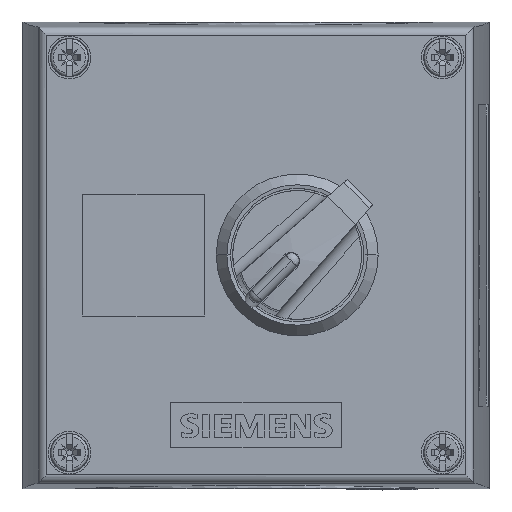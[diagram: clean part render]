
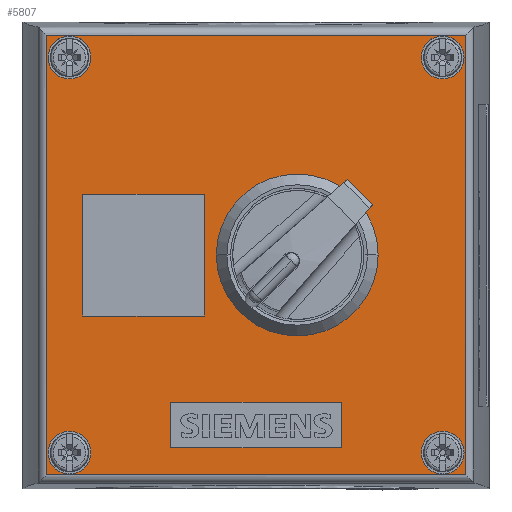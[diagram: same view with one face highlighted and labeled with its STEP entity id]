
A CAD part, top view. The second image highlights one B-rep face of the part: STEP entity #5807.
In plain terms, the highlighted planar face has unit normal (0, 0, 1).
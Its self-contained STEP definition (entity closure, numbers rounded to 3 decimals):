
#5807=ADVANCED_FACE('',(#12740,#12741,#12742,#12743,#12744,#12745,#12746,#12747),#12748,.T.);
#12740=FACE_OUTER_BOUND('',#21072,.T.);
#12741=FACE_BOUND('',#21073,.T.);
#12742=FACE_BOUND('',#21074,.T.);
#12743=FACE_BOUND('',#21075,.T.);
#12744=FACE_BOUND('',#21076,.T.);
#12745=FACE_BOUND('',#21077,.T.);
#12746=FACE_BOUND('',#21078,.T.);
#12747=FACE_BOUND('',#21079,.T.);
#12748=PLANE('',#21080);
#21072=EDGE_LOOP('',(#43094,#43095,#43096,#43097));
#21073=EDGE_LOOP('',(#43098,#43099));
#21074=EDGE_LOOP('',(#43100,#43101));
#21075=EDGE_LOOP('',(#43102,#43103));
#21076=EDGE_LOOP('',(#43104,#43105));
#21077=EDGE_LOOP('',(#43106,#43107,#43108,#43109));
#21078=EDGE_LOOP('',(#43110,#43111,#43112,#43113));
#21079=EDGE_LOOP('',(#43114,#43115));
#21080=AXIS2_PLACEMENT_3D('',#43116,#43117,#43118);
#43094=ORIENTED_EDGE('',*,*,#48603,.T.);
#43095=ORIENTED_EDGE('',*,*,#48599,.F.);
#43096=ORIENTED_EDGE('',*,*,#48606,.F.);
#43097=ORIENTED_EDGE('',*,*,#48607,.F.);
#43098=ORIENTED_EDGE('',*,*,#44905,.T.);
#43099=ORIENTED_EDGE('',*,*,#48157,.T.);
#43100=ORIENTED_EDGE('',*,*,#44900,.T.);
#43101=ORIENTED_EDGE('',*,*,#48161,.T.);
#43102=ORIENTED_EDGE('',*,*,#44895,.T.);
#43103=ORIENTED_EDGE('',*,*,#48165,.T.);
#43104=ORIENTED_EDGE('',*,*,#44890,.T.);
#43105=ORIENTED_EDGE('',*,*,#48169,.T.);
#43106=ORIENTED_EDGE('',*,*,#48550,.T.);
#43107=ORIENTED_EDGE('',*,*,#48559,.T.);
#43108=ORIENTED_EDGE('',*,*,#48556,.T.);
#43109=ORIENTED_EDGE('',*,*,#48553,.T.);
#43110=ORIENTED_EDGE('',*,*,#48585,.T.);
#43111=ORIENTED_EDGE('',*,*,#48593,.T.);
#43112=ORIENTED_EDGE('',*,*,#48591,.T.);
#43113=ORIENTED_EDGE('',*,*,#48588,.T.);
#43114=ORIENTED_EDGE('',*,*,#44885,.T.);
#43115=ORIENTED_EDGE('',*,*,#48595,.T.);
#43116=CARTESIAN_POINT('',(42.537,85.2,64.0));
#43117=DIRECTION('',(0.0,0.0,1.0));
#43118=DIRECTION('',(1.0,0.0,0.0));
#44885=EDGE_CURVE('',#49366,#49370,#49372,.T.);
#44890=EDGE_CURVE('',#49375,#49379,#49381,.T.);
#44895=EDGE_CURVE('',#49384,#49388,#49390,.T.);
#44900=EDGE_CURVE('',#49393,#49397,#49399,.T.);
#44905=EDGE_CURVE('',#49402,#49406,#49408,.T.);
#48157=EDGE_CURVE('',#49406,#49402,#54051,.T.);
#48161=EDGE_CURVE('',#49397,#49393,#54055,.T.);
#48165=EDGE_CURVE('',#49388,#49384,#54059,.T.);
#48169=EDGE_CURVE('',#49379,#49375,#54063,.T.);
#48550=EDGE_CURVE('',#54631,#54629,#54632,.T.);
#48553=EDGE_CURVE('',#54635,#54631,#54636,.T.);
#48556=EDGE_CURVE('',#54639,#54635,#54640,.T.);
#48559=EDGE_CURVE('',#54629,#54639,#54643,.T.);
#48585=EDGE_CURVE('',#54679,#54681,#54683,.T.);
#48588=EDGE_CURVE('',#54685,#54679,#54687,.T.);
#48591=EDGE_CURVE('',#54689,#54685,#54691,.T.);
#48593=EDGE_CURVE('',#54681,#54689,#54693,.T.);
#48595=EDGE_CURVE('',#49370,#49366,#54695,.T.);
#48599=EDGE_CURVE('',#54699,#54701,#54702,.T.);
#48603=EDGE_CURVE('',#54706,#54701,#54707,.T.);
#48606=EDGE_CURVE('',#54710,#54699,#54711,.T.);
#48607=EDGE_CURVE('',#54706,#54710,#54712,.T.);
#49366=VERTEX_POINT('',#56198);
#49370=VERTEX_POINT('',#56236);
#49372=CIRCLE('',#56239,11.25);
#49375=VERTEX_POINT('',#56242);
#49379=VERTEX_POINT('',#56247);
#49381=CIRCLE('',#56250,3.9);
#49384=VERTEX_POINT('',#56253);
#49388=VERTEX_POINT('',#56258);
#49390=CIRCLE('',#56261,3.9);
#49393=VERTEX_POINT('',#56264);
#49397=VERTEX_POINT('',#56269);
#49399=CIRCLE('',#56272,3.9);
#49402=VERTEX_POINT('',#56275);
#49406=VERTEX_POINT('',#56280);
#49408=CIRCLE('',#56283,3.9);
#54051=CIRCLE('',#63594,3.9);
#54055=CIRCLE('',#63598,3.9);
#54059=CIRCLE('',#63602,3.9);
#54063=CIRCLE('',#63606,3.9);
#54629=VERTEX_POINT('',#64381);
#54631=VERTEX_POINT('',#64384);
#54632=LINE('',#64385,#64386);
#54635=VERTEX_POINT('',#64390);
#54636=LINE('',#64391,#64392);
#54639=VERTEX_POINT('',#64396);
#54640=LINE('',#64397,#64398);
#54643=LINE('',#64402,#64403);
#54679=VERTEX_POINT('',#64453);
#54681=VERTEX_POINT('',#64456);
#54683=LINE('',#64459,#64460);
#54685=VERTEX_POINT('',#64462);
#54687=LINE('',#64465,#64466);
#54689=VERTEX_POINT('',#64468);
#54691=LINE('',#64471,#64472);
#54693=LINE('',#64474,#64475);
#54695=CIRCLE('',#64477,11.25);
#54699=VERTEX_POINT('',#64484);
#54701=VERTEX_POINT('',#64486);
#54702=LINE('',#64487,#64488);
#54706=VERTEX_POINT('',#64492);
#54707=LINE('',#64493,#64494);
#54710=VERTEX_POINT('',#64497);
#54711=LINE('',#64498,#64499);
#54712=LINE('',#64500,#64501);
#56198=CARTESIAN_POINT('',(61.288,42.7,64.0));
#56236=CARTESIAN_POINT('',(38.788,42.7,64.0));
#56239=AXIS2_PLACEMENT_3D('',#65181,#65182,#65183);
#56242=CARTESIAN_POINT('',(12.438,6.7,64.0));
#56247=CARTESIAN_POINT('',(4.638,6.7,64.0));
#56250=AXIS2_PLACEMENT_3D('',#65189,#65190,#65191);
#56253=CARTESIAN_POINT('',(12.438,78.7,64.0));
#56258=CARTESIAN_POINT('',(4.638,78.7,64.0));
#56261=AXIS2_PLACEMENT_3D('',#65197,#65198,#65199);
#56264=CARTESIAN_POINT('',(80.438,6.7,64.0));
#56269=CARTESIAN_POINT('',(72.638,6.7,64.0));
#56272=AXIS2_PLACEMENT_3D('',#65205,#65206,#65207);
#56275=CARTESIAN_POINT('',(80.438,78.7,64.0));
#56280=CARTESIAN_POINT('',(72.638,78.7,64.0));
#56283=AXIS2_PLACEMENT_3D('',#65213,#65214,#65215);
#63594=AXIS2_PLACEMENT_3D('',#67730,#67731,#67732);
#63598=AXIS2_PLACEMENT_3D('',#67736,#67737,#67738);
#63602=AXIS2_PLACEMENT_3D('',#67742,#67743,#67744);
#63606=AXIS2_PLACEMENT_3D('',#67748,#67749,#67750);
#64381=CARTESIAN_POINT('',(58.088,7.55,64.0));
#64384=CARTESIAN_POINT('',(58.088,15.85,64.0));
#64385=CARTESIAN_POINT('',(58.088,48.45,64.0));
#64386=VECTOR('',#68168,1.0);
#64390=CARTESIAN_POINT('',(26.988,15.85,64.0));
#64391=CARTESIAN_POINT('',(42.537,15.85,64.0));
#64392=VECTOR('',#68170,1.0);
#64396=CARTESIAN_POINT('',(26.988,7.55,64.0));
#64397=CARTESIAN_POINT('',(26.988,48.45,64.0));
#64398=VECTOR('',#68172,1.0);
#64402=CARTESIAN_POINT('',(42.537,7.55,64.0));
#64403=VECTOR('',#68174,1.0);
#64453=CARTESIAN_POINT('',(10.938,53.8,64.0));
#64456=CARTESIAN_POINT('',(33.138,53.8,64.0));
#64459=CARTESIAN_POINT('',(32.287,53.8,64.0));
#64460=VECTOR('',#68197,1.0);
#64462=CARTESIAN_POINT('',(10.938,31.6,64.0));
#64465=CARTESIAN_POINT('',(10.938,63.95,64.0));
#64466=VECTOR('',#68199,1.0);
#64468=CARTESIAN_POINT('',(33.138,31.6,64.0));
#64471=CARTESIAN_POINT('',(32.287,31.6,64.0));
#64472=VECTOR('',#68201,1.0);
#64474=CARTESIAN_POINT('',(33.138,63.95,64.0));
#64475=VECTOR('',#68202,1.0);
#64477=AXIS2_PLACEMENT_3D('',#68203,#68204,#68205);
#64484=CARTESIAN_POINT('',(80.714,2.656,64.0));
#64486=CARTESIAN_POINT('',(4.361,2.656,64.0));
#64487=CARTESIAN_POINT('',(42.537,2.656,64.0));
#64488=VECTOR('',#68209,1.0);
#64492=CARTESIAN_POINT('',(4.361,82.744,64.0));
#64493=CARTESIAN_POINT('',(4.361,85.2,64.0));
#64494=VECTOR('',#68213,1.0);
#64497=CARTESIAN_POINT('',(80.714,82.744,64.0));
#64498=CARTESIAN_POINT('',(80.714,85.2,64.0));
#64499=VECTOR('',#68217,1.0);
#64500=CARTESIAN_POINT('',(42.537,82.744,64.0));
#64501=VECTOR('',#68218,1.0);
#65181=CARTESIAN_POINT('',(50.038,42.7,64.0));
#65182=DIRECTION('',(0.0,0.0,-1.0));
#65183=DIRECTION('',(1.0,0.0,0.0));
#65189=CARTESIAN_POINT('',(8.538,6.7,64.0));
#65190=DIRECTION('',(0.0,0.0,-1.0));
#65191=DIRECTION('',(1.0,0.0,0.0));
#65197=CARTESIAN_POINT('',(8.538,78.7,64.0));
#65198=DIRECTION('',(0.0,0.0,-1.0));
#65199=DIRECTION('',(1.0,0.0,0.0));
#65205=CARTESIAN_POINT('',(76.538,6.7,64.0));
#65206=DIRECTION('',(0.0,0.0,-1.0));
#65207=DIRECTION('',(1.0,0.0,0.0));
#65213=CARTESIAN_POINT('',(76.538,78.7,64.0));
#65214=DIRECTION('',(0.0,0.0,-1.0));
#65215=DIRECTION('',(1.0,0.0,0.0));
#67730=CARTESIAN_POINT('',(76.538,78.7,64.0));
#67731=DIRECTION('',(0.0,0.0,-1.0));
#67732=DIRECTION('',(1.0,0.0,0.0));
#67736=CARTESIAN_POINT('',(76.538,6.7,64.0));
#67737=DIRECTION('',(0.0,0.0,-1.0));
#67738=DIRECTION('',(1.0,0.0,0.0));
#67742=CARTESIAN_POINT('',(8.538,78.7,64.0));
#67743=DIRECTION('',(0.0,0.0,-1.0));
#67744=DIRECTION('',(1.0,0.0,0.0));
#67748=CARTESIAN_POINT('',(8.538,6.7,64.0));
#67749=DIRECTION('',(0.0,0.0,-1.0));
#67750=DIRECTION('',(1.0,0.0,0.0));
#68168=DIRECTION('',(0.0,-1.0,0.0));
#68170=DIRECTION('',(1.0,0.0,0.0));
#68172=DIRECTION('',(0.0,1.0,0.0));
#68174=DIRECTION('',(-1.0,0.0,0.0));
#68197=DIRECTION('',(1.0,0.0,0.0));
#68199=DIRECTION('',(0.0,1.0,0.0));
#68201=DIRECTION('',(-1.0,0.0,0.0));
#68202=DIRECTION('',(0.0,-1.0,0.0));
#68203=CARTESIAN_POINT('',(50.038,42.7,64.0));
#68204=DIRECTION('',(0.0,0.0,-1.0));
#68205=DIRECTION('',(1.0,0.0,0.0));
#68209=DIRECTION('',(-1.0,0.0,0.0));
#68213=DIRECTION('',(0.0,-1.0,0.0));
#68217=DIRECTION('',(0.0,-1.0,0.0));
#68218=DIRECTION('',(1.0,0.0,0.0));
